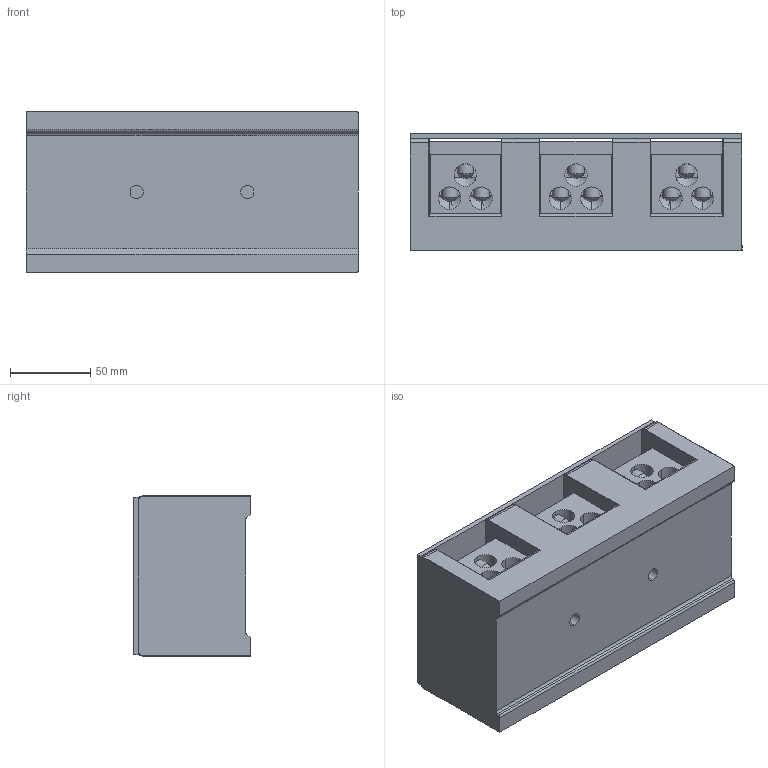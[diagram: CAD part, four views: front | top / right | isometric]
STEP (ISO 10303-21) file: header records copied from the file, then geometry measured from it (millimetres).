
FILE_DESCRIPTION((''),'2;1');
FILE_NAME('UDJ-6003_3_70','2024-07-05T',('dell'),(''),'PRO/ENGINEER BY PARAMETRIC TECHNOLOGY CORPORATION, 2013230','PRO/ENGINEER BY PARAMETRIC TECHNOLOGY CORPORATION, 2013230','');
FILE_SCHEMA(('AUTOMOTIVE_DESIGN { 1 0 10303 214 1 1 1 1 }'));
Products named in the file (1): UDJ-6003_3_70
Bounding box: 207 x 73 x 100 mm (x, y, z)
Volume: 1011697.7 mm3; surface area: 205146.5 mm2
Topology: 4 solids, 37 shells, 1708 faces, 4704 edges, 3018 vertices
Faces by surface type: plane 1150, cylinder 251, bspline 132, cone 117, sphere 30, torus 28
Entity records: 62057 total; most frequent: CARTESIAN_POINT 19507, ORIENTED_EDGE 9276, DIRECTION 8041, EDGE_CURVE 4638, VECTOR 3433, LINE 3433, VERTEX_POINT 3018, AXIS2_PLACEMENT_3D 2304
